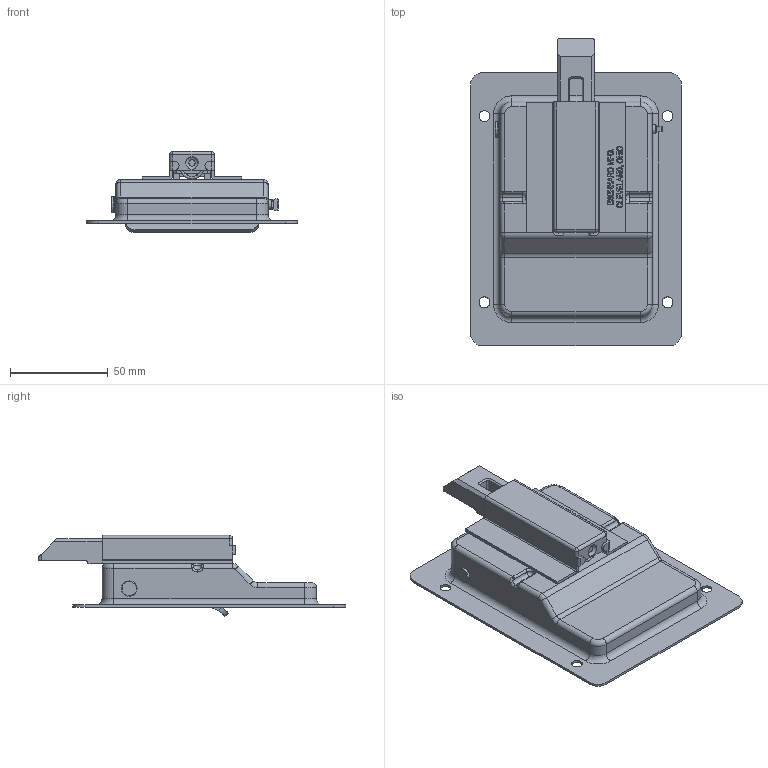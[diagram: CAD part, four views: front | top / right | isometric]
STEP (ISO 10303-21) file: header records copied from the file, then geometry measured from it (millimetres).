
FILE_DESCRIPTION(/* description */ (''),/* implementation_level */ '2;1');
FILE_NAME(/* name */ '76-4903-SS.stp',/* time_stamp */ '2022-07-06T13:07:55-04:00',/* author */ ('nespenschied'),/* organization */ ('Eberhard Manufacturing Company'),/* preprocessor_version */ 'ST-DEVELOPER v18.1',/* originating_system */ 'Autodesk Inventor 2022',/* authorisation */ '');
FILE_SCHEMA (('AUTOMOTIVE_DESIGN { 1 0 10303 214 3 1 1 }'));
Length unit declared in the file: inch
Products named in the file (1): 76-4903-SS
Bounding box: 107.95 x 157.27 x 41.61 mm (x, y, z)
Volume: 63301.1 mm3; surface area: 70815.2 mm2
Topology: 2 solids, 2 shells, 786 faces, 2093 edges, 1340 vertices
Faces by surface type: plane 445, cylinder 140, bspline 130, torus 53, cone 16, sphere 2
Full cylindrical faces by diameter (mm): 4.775 x1, 5.055 x4, 5.537 x4, 6.35 x1, 7.925 x1
Entity records: 28257 total; most frequent: CARTESIAN_POINT 8504, ORIENTED_EDGE 4166, DIRECTION 3473, EDGE_CURVE 2083, LINE 1381, VECTOR 1381, VERTEX_POINT 1340, AXIS2_PLACEMENT_3D 1046
